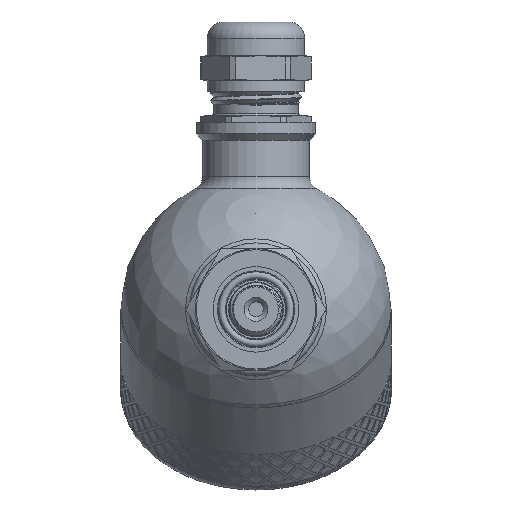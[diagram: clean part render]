
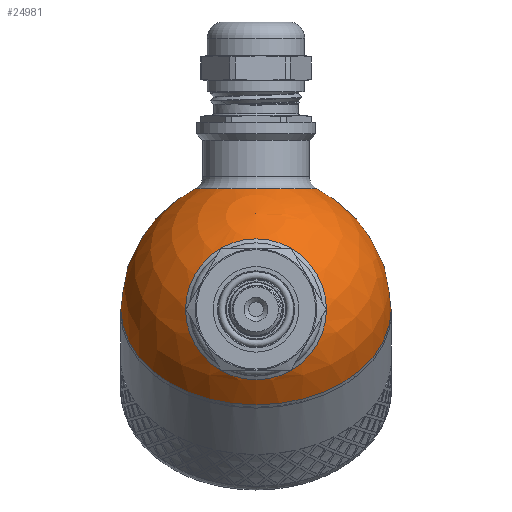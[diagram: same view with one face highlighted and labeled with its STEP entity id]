
A CAD part, left-side view. The second image highlights one B-rep face of the part: STEP entity #24981.
In plain terms, the highlighted spherical face has radius 30 mm.
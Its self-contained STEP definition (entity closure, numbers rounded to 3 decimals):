
#136=SPHERICAL_SURFACE('',#26591,30.);
#1113=FACE_BOUND('',#3731,.T.);
#1114=FACE_BOUND('',#3732,.T.);
#2088=FACE_OUTER_BOUND('',#3730,.T.);
#3730=EDGE_LOOP('',(#18062,#18063,#18064,#18065));
#3731=EDGE_LOOP('',(#18066));
#3732=EDGE_LOOP('',(#18067));
#5256=CIRCLE('',#26514,30.);
#5257=CIRCLE('',#26515,30.);
#5284=CIRCLE('',#26587,13.5);
#5287=CIRCLE('',#26592,30.);
#5288=CIRCLE('',#26593,15.643);
#9724=VERTEX_POINT('',#33567);
#9725=VERTEX_POINT('',#33569);
#10200=VERTEX_POINT('',#39631);
#10202=VERTEX_POINT('',#39638);
#10203=VERTEX_POINT('',#39640);
#12424=EDGE_CURVE('',#9724,#9725,#5256,.T.);
#12425=EDGE_CURVE('',#9725,#9724,#5257,.T.);
#13140=EDGE_CURVE('',#10200,#10200,#5284,.T.);
#13143=EDGE_CURVE('',#9725,#10202,#5287,.T.);
#13144=EDGE_CURVE('',#10203,#10203,#5288,.T.);
#18062=ORIENTED_EDGE('',*,*,#12425,.F.);
#18063=ORIENTED_EDGE('',*,*,#13143,.T.);
#18064=ORIENTED_EDGE('',*,*,#13143,.F.);
#18065=ORIENTED_EDGE('',*,*,#12424,.F.);
#18066=ORIENTED_EDGE('',*,*,#13144,.F.);
#18067=ORIENTED_EDGE('',*,*,#13140,.F.);
#24981=ADVANCED_FACE('',(#2088,#1113,#1114),#136,.T.);
#26514=AXIS2_PLACEMENT_3D('',#33570,#27975,#27976);
#26515=AXIS2_PLACEMENT_3D('',#33571,#27977,#27978);
#26587=AXIS2_PLACEMENT_3D('',#39632,#28373,#28374);
#26591=AXIS2_PLACEMENT_3D('',#39637,#28381,#28382);
#26592=AXIS2_PLACEMENT_3D('',#39639,#28383,#28384);
#26593=AXIS2_PLACEMENT_3D('',#39641,#28385,#28386);
#27975=DIRECTION('center_axis',(1.,0.,0.));
#27976=DIRECTION('ref_axis',(0.,1.,0.));
#27977=DIRECTION('center_axis',(1.,0.,0.));
#27978=DIRECTION('ref_axis',(0.,1.,0.));
#28373=DIRECTION('center_axis',(-0.707,0.,-0.707));
#28374=DIRECTION('ref_axis',(-0.707,0.,0.707));
#28381=DIRECTION('center_axis',(1.,0.,0.));
#28382=DIRECTION('ref_axis',(0.,-1.,0.));
#28383=DIRECTION('center_axis',(0.,0.,1.));
#28384=DIRECTION('ref_axis',(0.,1.,0.));
#28385=DIRECTION('center_axis',(-0.707,0.,0.707));
#28386=DIRECTION('ref_axis',(0.707,0.,0.707));
#33567=CARTESIAN_POINT('',(0.,-30.,0.));
#33569=CARTESIAN_POINT('',(0.,30.,0.));
#33570=CARTESIAN_POINT('Origin',(0.,0.,0.));
#33571=CARTESIAN_POINT('Origin',(0.,0.,0.));
#39631=CARTESIAN_POINT('',(-9.398,0.,-28.49));
#39632=CARTESIAN_POINT('Origin',(-18.944,0.,-18.944));
#39637=CARTESIAN_POINT('Origin',(0.,0.,0.));
#39638=CARTESIAN_POINT('',(-30.,0.,0.));
#39639=CARTESIAN_POINT('Origin',(0.,0.,0.));
#39640=CARTESIAN_POINT('',(-29.162,0.,7.04));
#39641=CARTESIAN_POINT('Origin',(-18.101,0.,18.101));
